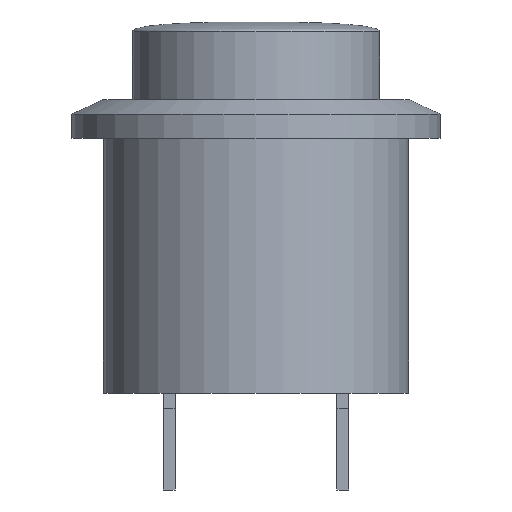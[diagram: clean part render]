
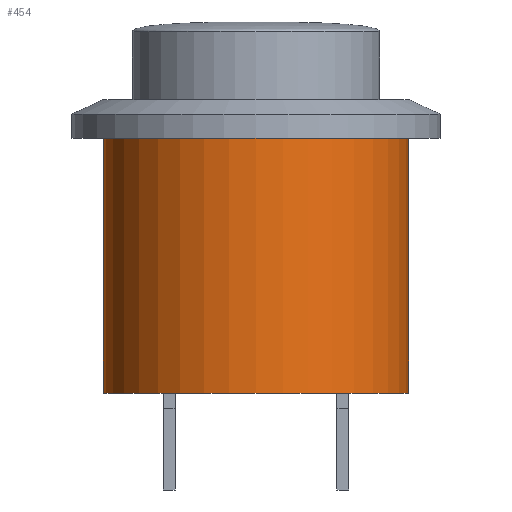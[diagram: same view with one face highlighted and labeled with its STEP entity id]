
A CAD part, front view. The second image highlights one B-rep face of the part: STEP entity #454.
In plain terms, the highlighted cylindrical face has radius 7.875 mm (diameter 15.75 mm), a full revolution.
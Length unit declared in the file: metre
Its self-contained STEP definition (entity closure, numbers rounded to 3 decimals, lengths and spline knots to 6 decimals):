
#23=CYLINDRICAL_SURFACE('',#653,0.007875);
#26=CIRCLE('',#652,0.007875);
#27=CIRCLE('',#654,0.007875);
#51=ORIENTED_EDGE('',*,*,#161,.T.);
#52=ORIENTED_EDGE('',*,*,#156,.F.);
#156=EDGE_CURVE('',#211,#211,#26,.T.);
#161=EDGE_CURVE('',#216,#216,#27,.T.);
#211=VERTEX_POINT('',#824);
#216=VERTEX_POINT('',#835);
#340=EDGE_LOOP('',(#51));
#341=EDGE_LOOP('',(#52));
#374=FACE_BOUND('',#340,.T.);
#375=FACE_BOUND('',#341,.T.);
#454=ADVANCED_FACE('',(#374,#375),#23,.T.);
#652=AXIS2_PLACEMENT_3D('',#823,#701,#702);
#653=AXIS2_PLACEMENT_3D('',#833,#707,#708);
#654=AXIS2_PLACEMENT_3D('',#834,#709,#710);
#701=DIRECTION('',(0.,0.,-1.));
#702=DIRECTION('',(-1.,0.,0.));
#707=DIRECTION('',(0.,0.,-1.));
#708=DIRECTION('',(-1.,0.,0.));
#709=DIRECTION('',(0.,0.,-1.));
#710=DIRECTION('',(-1.,0.,0.));
#823=CARTESIAN_POINT('',(0.,0.,0.));
#824=CARTESIAN_POINT('',(-0.007875,0.,0.));
#833=CARTESIAN_POINT('',(0.,0.,0.009575));
#834=CARTESIAN_POINT('',(0.,0.,0.01315));
#835=CARTESIAN_POINT('',(-0.007875,0.,0.01315));
